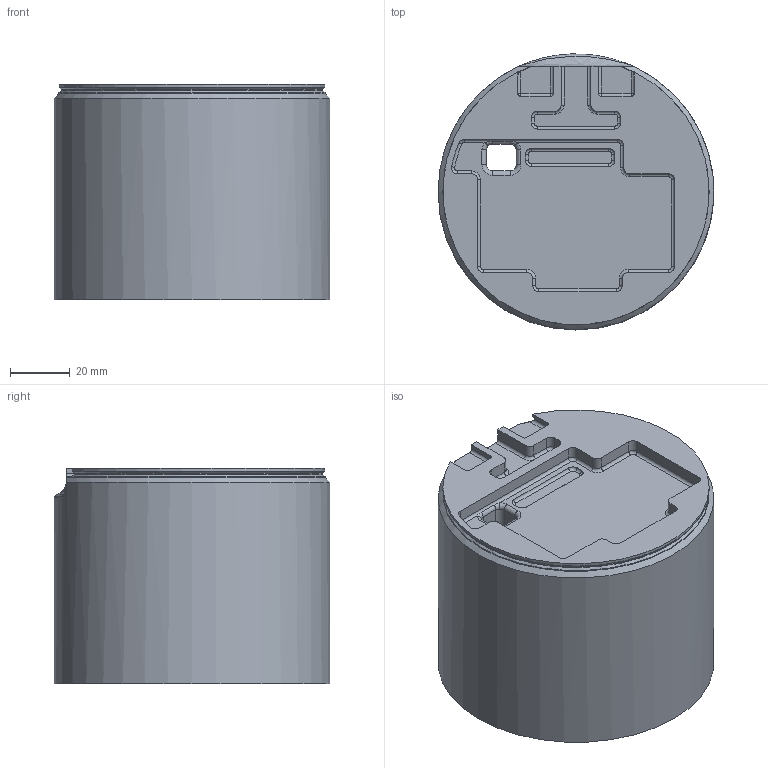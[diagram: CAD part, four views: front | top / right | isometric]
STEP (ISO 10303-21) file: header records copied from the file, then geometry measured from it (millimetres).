
FILE_DESCRIPTION(/* description */ (''),/* implementation_level */ '2;1');
FILE_NAME(/* name */ 'Speaker Chamber (UFO).step',/* time_stamp */ '2025-05-09T13:03:40-07:00',/* author */ (''),/* organization */ (''),/* preprocessor_version */ 'ST-DEVELOPER v20.1',/* originating_system */ 'Autodesk Translation Framework v14.4.0.0',/* authorisation */ '');
FILE_SCHEMA (('AUTOMOTIVE_DESIGN { 1 0 10303 214 3 1 1 }'));
Length unit declared in the file: millimetre
Products named in the file (1): Speaker Chamber (UFO)
Bounding box: 92.4 x 92.4 x 72.1 mm (x, y, z)
Volume: 181647.6 mm3; surface area: 50161.3 mm2
Topology: 1 solids, 1 shells, 162 faces, 402 edges, 245 vertices
Faces by surface type: cylinder 73, plane 39, bspline 32, torus 11, sphere 4, cone 3
Full cylindrical faces by diameter (mm): 78.905 x1, 85.621 x1, 87.5 x1, 87.6 x1, 92.4 x1
Entity records: 6517 total; most frequent: CARTESIAN_POINT 2726, ORIENTED_EDGE 804, DIRECTION 790, EDGE_CURVE 402, AXIS2_PLACEMENT_3D 313, VERTEX_POINT 245, CIRCLE 182, EDGE_LOOP 167
